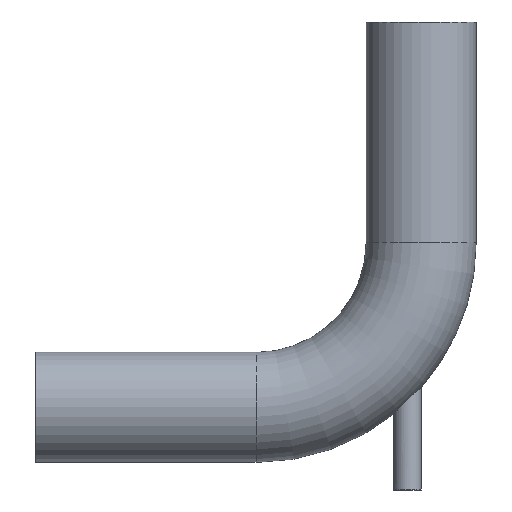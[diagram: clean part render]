
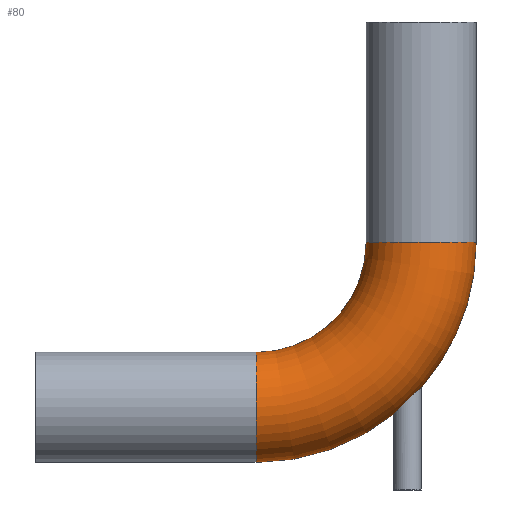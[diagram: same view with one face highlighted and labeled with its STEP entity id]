
A CAD part, top view. The second image highlights one B-rep face of the part: STEP entity #80.
In plain terms, the highlighted toroidal (fillet/blend) face has major radius 150 mm and minor radius 50 mm.
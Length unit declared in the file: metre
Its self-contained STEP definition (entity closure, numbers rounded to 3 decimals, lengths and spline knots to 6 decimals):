
#80 = ADVANCED_FACE( '', ( #94 ), #95, .T. );
#94 = FACE_OUTER_BOUND( '', #110, .T. );
#95 = TOROIDAL_SURFACE( '', #111, 0.15, 0.05 );
#110 = EDGE_LOOP( '', ( #147, #148, #149, #150, #151, #152 ) );
#111 = AXIS2_PLACEMENT_3D( '', #153, #154, #155 );
#147 = ORIENTED_EDGE( '', *, *, #190, .F. );
#148 = ORIENTED_EDGE( '', *, *, #188, .T. );
#149 = ORIENTED_EDGE( '', *, *, #191, .F. );
#150 = ORIENTED_EDGE( '', *, *, #183, .F. );
#151 = ORIENTED_EDGE( '', *, *, #192, .F. );
#152 = ORIENTED_EDGE( '', *, *, #177, .F. );
#153 = CARTESIAN_POINT( '', ( 0., 0., 0. ) );
#154 = DIRECTION( '', ( 0., 0., -1. ) );
#155 = DIRECTION( '', ( -1., 0., 0. ) );
#177 = EDGE_CURVE( '', #194, #197, #198, .T. );
#183 = EDGE_CURVE( '', #206, #208, #209, .T. );
#188 = EDGE_CURVE( '', #217, #215, #218, .T. );
#190 = EDGE_CURVE( '', #217, #194, #220, .F. );
#191 = EDGE_CURVE( '', #208, #215, #221, .F. );
#192 = EDGE_CURVE( '', #197, #206, #222, .F. );
#194 = VERTEX_POINT( '', #224 );
#197 = VERTEX_POINT( '', #228 );
#198 = B_SPLINE_CURVE_WITH_KNOTS( '', 3, ( #229, #230, #231, #232, #233, #234, #235, #236, #237, #238, #239, #240, #241, #242, #243, #244, #245, #246, #247, #248, #249, #250, #251, #252, #253, #254, #255, #256, #257, #258, #259, #260, #261, #262, #263, #264, #265, #266, #267, #268, #269, #270, #271, #272, #273, #274, #275, #276, #277, #278, #279, #280 ), .UNSPECIFIED., .F., .F., ( 4, 2, 2, 2, 2, 2, 2, 2, 2, 2, 2, 2, 2, 2, 2, 2, 2, 2, 2, 2, 2, 2, 2, 2, 2, 4 ), ( 0.041905, 0.043368, 0.04483, 0.046292, 0.047754, 0.050678, 0.052141, 0.053603, 0.055065, 0.056527, 0.059451, 0.062376, 0.0653, 0.068224, 0.069686, 0.071148, 0.074073, 0.076997, 0.078459, 0.079921, 0.081383, 0.082846, 0.084308, 0.08577, 0.087232, 0.088694 ), .UNSPECIFIED. );
#206 = VERTEX_POINT( '', #290 );
#208 = VERTEX_POINT( '', #293 );
#209 = CIRCLE( '', #294, 0.05 );
#215 = VERTEX_POINT( '', #302 );
#217 = VERTEX_POINT( '', #305 );
#218 = CIRCLE( '', #306, 0.05 );
#220 = CIRCLE( '', #309, 0.2 );
#221 = CIRCLE( '', #310, 0.1 );
#222 = CIRCLE( '', #311, 0.2 );
#224 = CARTESIAN_POINT( '', ( 0.15, -0.132288, 0. ) );
#228 = CARTESIAN_POINT( '', ( 0.125, -0.156125, 0. ) );
#229 = CARTESIAN_POINT( '', ( 0.15, -0.132288, 0. ) );
#230 = CARTESIAN_POINT( '', ( 0.15, -0.132288, 0.000489 ) );
#231 = CARTESIAN_POINT( '', ( 0.149971, -0.132309, 0.000978 ) );
#232 = CARTESIAN_POINT( '', ( 0.149856, -0.132396, 0.001952 ) );
#233 = CARTESIAN_POINT( '', ( 0.149769, -0.132462, 0.00244 ) );
#234 = CARTESIAN_POINT( '', ( 0.149543, -0.132634, 0.003383 ) );
#235 = CARTESIAN_POINT( '', ( 0.149405, -0.13274, 0.003841 ) );
#236 = CARTESIAN_POINT( '', ( 0.149079, -0.132991, 0.004734 ) );
#237 = CARTESIAN_POINT( '', ( 0.14889, -0.133137, 0.005171 ) );
#238 = CARTESIAN_POINT( '', ( 0.148264, -0.133624, 0.006424 ) );
#239 = CARTESIAN_POINT( '', ( 0.147771, -0.134012, 0.00718 ) );
#240 = CARTESIAN_POINT( '', ( 0.146936, -0.134682, 0.00821 ) );
#241 = CARTESIAN_POINT( '', ( 0.146645, -0.134918, 0.008532 ) );
#242 = CARTESIAN_POINT( '', ( 0.146045, -0.135409, 0.009133 ) );
#243 = CARTESIAN_POINT( '', ( 0.145735, -0.135664, 0.009413 ) );
#244 = CARTESIAN_POINT( '', ( 0.1451, -0.136194, 0.009933 ) );
#245 = CARTESIAN_POINT( '', ( 0.144773, -0.136469, 0.010174 ) );
#246 = CARTESIAN_POINT( '', ( 0.144105, -0.137037, 0.01062 ) );
#247 = CARTESIAN_POINT( '', ( 0.143762, -0.137331, 0.010825 ) );
#248 = CARTESIAN_POINT( '', ( 0.142729, -0.138227, 0.011381 ) );
#249 = CARTESIAN_POINT( '', ( 0.142031, -0.138844, 0.011673 ) );
#250 = CARTESIAN_POINT( '', ( 0.140621, -0.140114, 0.012127 ) );
#251 = CARTESIAN_POINT( '', ( 0.13991, -0.140767, 0.012287 ) );
#252 = CARTESIAN_POINT( '', ( 0.138475, -0.142109, 0.012483 ) );
#253 = CARTESIAN_POINT( '', ( 0.137765, -0.142785, 0.012517 ) );
#254 = CARTESIAN_POINT( '', ( 0.136361, -0.144144, 0.012468 ) );
#255 = CARTESIAN_POINT( '', ( 0.135666, -0.144828, 0.012385 ) );
#256 = CARTESIAN_POINT( '', ( 0.134634, -0.145858, 0.012172 ) );
#257 = CARTESIAN_POINT( '', ( 0.13429, -0.146204, 0.012086 ) );
#258 = CARTESIAN_POINT( '', ( 0.133614, -0.146889, 0.011886 ) );
#259 = CARTESIAN_POINT( '', ( 0.133281, -0.147228, 0.011772 ) );
#260 = CARTESIAN_POINT( '', ( 0.132296, -0.14824, 0.011387 ) );
#261 = CARTESIAN_POINT( '', ( 0.131658, -0.148903, 0.011075 ) );
#262 = CARTESIAN_POINT( '', ( 0.130421, -0.150205, 0.010328 ) );
#263 = CARTESIAN_POINT( '', ( 0.129822, -0.150843, 0.009894 ) );
#264 = CARTESIAN_POINT( '', ( 0.128955, -0.151774, 0.009132 ) );
#265 = CARTESIAN_POINT( '', ( 0.128674, -0.152077, 0.008861 ) );
#266 = CARTESIAN_POINT( '', ( 0.128134, -0.152664, 0.008287 ) );
#267 = CARTESIAN_POINT( '', ( 0.127873, -0.152947, 0.007984 ) );
#268 = CARTESIAN_POINT( '', ( 0.127373, -0.153493, 0.00734 ) );
#269 = CARTESIAN_POINT( '', ( 0.127134, -0.153756, 0.006999 ) );
#270 = CARTESIAN_POINT( '', ( 0.126681, -0.154255, 0.006275 ) );
#271 = CARTESIAN_POINT( '', ( 0.126468, -0.15449, 0.005894 ) );
#272 = CARTESIAN_POINT( '', ( 0.126079, -0.154921, 0.0051 ) );
#273 = CARTESIAN_POINT( '', ( 0.125903, -0.155117, 0.004687 ) );
#274 = CARTESIAN_POINT( '', ( 0.12559, -0.155466, 0.003822 ) );
#275 = CARTESIAN_POINT( '', ( 0.125452, -0.155619, 0.003366 ) );
#276 = CARTESIAN_POINT( '', ( 0.12523, -0.155867, 0.002436 ) );
#277 = CARTESIAN_POINT( '', ( 0.125145, -0.155962, 0.001962 ) );
#278 = CARTESIAN_POINT( '', ( 0.12503, -0.156091, 0.000993 ) );
#279 = CARTESIAN_POINT( '', ( 0.125, -0.156125, 0.000493 ) );
#280 = CARTESIAN_POINT( '', ( 0.125, -0.156125, 0. ) );
#290 = CARTESIAN_POINT( '', ( 0., -0.2, 0. ) );
#293 = CARTESIAN_POINT( '', ( 0., -0.1, 0. ) );
#294 = AXIS2_PLACEMENT_3D( '', #324, #325, #326 );
#302 = CARTESIAN_POINT( '', ( 0.1, 0., 0. ) );
#305 = CARTESIAN_POINT( '', ( 0.2, 0., 0. ) );
#306 = AXIS2_PLACEMENT_3D( '', #333, #334, #335 );
#309 = AXIS2_PLACEMENT_3D( '', #337, #338, #339 );
#310 = AXIS2_PLACEMENT_3D( '', #340, #341, #342 );
#311 = AXIS2_PLACEMENT_3D( '', #343, #344, #345 );
#324 = CARTESIAN_POINT( '', ( 0., -0.15, 0. ) );
#325 = DIRECTION( '', ( -1., 0., 0. ) );
#326 = DIRECTION( '', ( 0., -1., 0. ) );
#333 = CARTESIAN_POINT( '', ( 0.15, 0., 0. ) );
#334 = DIRECTION( '', ( 0., -1., 0. ) );
#335 = DIRECTION( '', ( 1., 0., 0. ) );
#337 = CARTESIAN_POINT( '', ( 0., 0., 0. ) );
#338 = DIRECTION( '', ( 0., 0., 1. ) );
#339 = DIRECTION( '', ( 1., 0., 0. ) );
#340 = CARTESIAN_POINT( '', ( 0., 0., 0. ) );
#341 = DIRECTION( '', ( 0., 0., -1. ) );
#342 = DIRECTION( '', ( -1., 0., 0. ) );
#343 = CARTESIAN_POINT( '', ( 0., 0., 0. ) );
#344 = DIRECTION( '', ( 0., 0., 1. ) );
#345 = DIRECTION( '', ( 1., 0., 0. ) );
